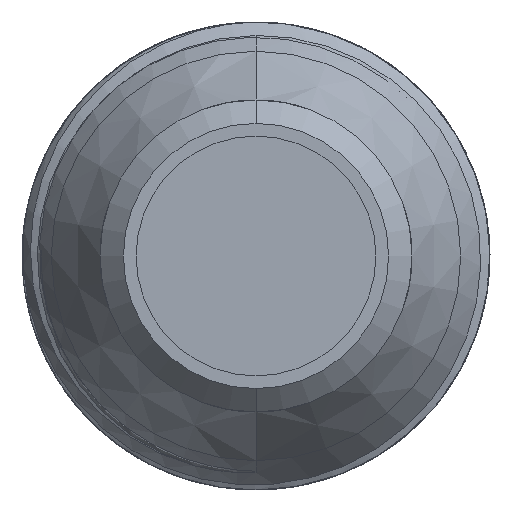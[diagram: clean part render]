
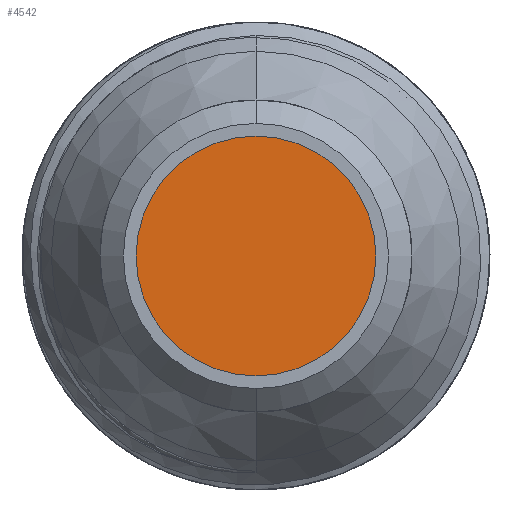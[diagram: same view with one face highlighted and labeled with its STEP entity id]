
A CAD part, left-side view. The second image highlights one B-rep face of the part: STEP entity #4542.
In plain terms, the highlighted face is planar.
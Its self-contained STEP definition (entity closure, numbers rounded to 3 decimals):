
#4415=CARTESIAN_POINT('',(0.,0.,0.));
#4416=DIRECTION('',(0.,0.,1.));
#4417=DIRECTION('',(0.,-1.,0.));
#4418=AXIS2_PLACEMENT_3D('',#4415,#4416,#4417);
#4428=CARTESIAN_POINT('',(0.,0.,0.));
#4429=DIRECTION('',(0.,0.,-1.));
#4430=DIRECTION('',(0.,-1.,0.));
#4431=AXIS2_PLACEMENT_3D('',#4428,#4429,#4430);
#4447=CARTESIAN_POINT('',(0.,-3.075,0.));
#4448=CARTESIAN_POINT('',(0.,3.075,0.));
#4449=VERTEX_POINT('',#4447);
#4450=VERTEX_POINT('',#4448);
#4533=CARTESIAN_POINT('',(0.,0.,0.));
#4534=DIRECTION('',(0.,0.,-1.));
#4535=DIRECTION('',(0.,-1.,0.));
#4536=AXIS2_PLACEMENT_3D('',#4533,#4534,#4535);
#4537=PLANE('',#4536);
#4538=ORIENTED_EDGE('',*,*,#4515,.F.);
#4539=ORIENTED_EDGE('',*,*,#4528,.T.);
#4540=EDGE_LOOP('',(#4538,#4539));
#4541=FACE_OUTER_BOUND('',#4540,.F.);
#4542=ADVANCED_FACE('',(#4541),#4537,.F.);
#4419=CIRCLE('',#4418,3.075);
#4432=CIRCLE('',#4431,3.075);
#4515=EDGE_CURVE('',#4449,#4450,#4419,.T.);
#4528=EDGE_CURVE('',#4449,#4450,#4432,.T.);
